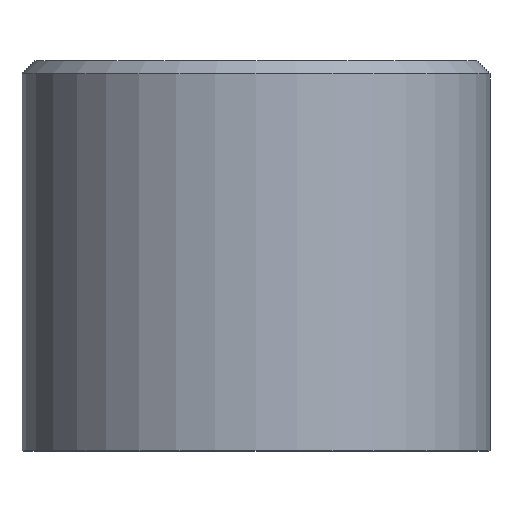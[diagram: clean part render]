
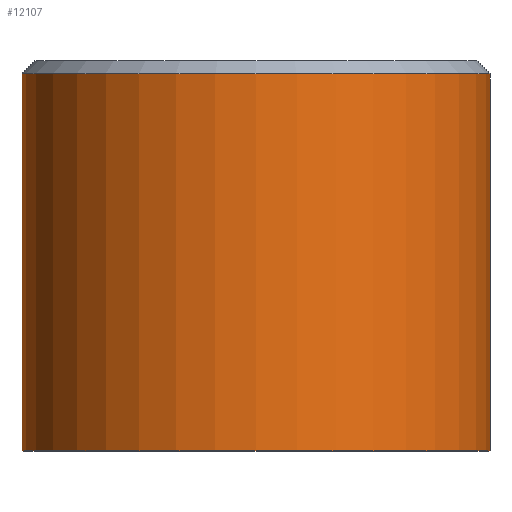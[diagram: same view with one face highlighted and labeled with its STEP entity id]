
A CAD part, top view. The second image highlights one B-rep face of the part: STEP entity #12107.
In plain terms, the highlighted cylindrical face has radius 9 mm (diameter 18 mm), a partial arc.
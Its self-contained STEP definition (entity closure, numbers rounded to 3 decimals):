
#524 = AXIS2_PLACEMENT_3D ( 'NONE', #8921, #9936, #7154 ) ;
#671 = AXIS2_PLACEMENT_3D ( 'NONE', #4075, #12075, #3173 ) ;
#677 = FACE_OUTER_BOUND ( 'NONE', #1438, .T. ) ;
#690 = CARTESIAN_POINT ( 'NONE',  ( 9., 0., 0. ) ) ;
#1438 = EDGE_LOOP ( 'NONE', ( #5184, #1989, #8337, #12262 ) ) ;
#1764 = CARTESIAN_POINT ( 'NONE',  ( -9., 15., 0. ) ) ;
#1989 = ORIENTED_EDGE ( 'NONE', *, *, #9534, .T. ) ;
#2076 = VERTEX_POINT ( 'NONE', #9296 ) ;
#2434 = EDGE_CURVE ( 'NONE', #6553, #2076, #5885, .T. ) ;
#3066 = VECTOR ( 'NONE', #12370, 1000. ) ;
#3173 = DIRECTION ( 'NONE',  ( -1., 0., 0. ) ) ;
#3450 = AXIS2_PLACEMENT_3D ( 'NONE', #7678, #3659, #10559 ) ;
#3511 = CIRCLE ( 'NONE', #3450, 9. ) ;
#3659 = DIRECTION ( 'NONE',  ( 0., 1., 0. ) ) ;
#3853 = DIRECTION ( 'NONE',  ( 0., 1., 0. ) ) ;
#3942 = CARTESIAN_POINT ( 'NONE',  ( -9., 0., 0. ) ) ;
#4075 = CARTESIAN_POINT ( 'NONE',  ( 0., 15., 0. ) ) ;
#5184 = ORIENTED_EDGE ( 'NONE', *, *, #9787, .T. ) ;
#5610 = LINE ( 'NONE', #1764, #3066 ) ;
#5768 = CARTESIAN_POINT ( 'NONE',  ( 9., 14.5, 0. ) ) ;
#5885 = CIRCLE ( 'NONE', #524, 9. ) ;
#6485 = CYLINDRICAL_SURFACE ( 'NONE', #671, 9. ) ;
#6553 = VERTEX_POINT ( 'NONE', #5768 ) ;
#6884 = CARTESIAN_POINT ( 'NONE',  ( 9., 15., 0. ) ) ;
#6888 = VERTEX_POINT ( 'NONE', #690 ) ;
#6992 = EDGE_CURVE ( 'NONE', #9644, #2076, #5610, .T. ) ;
#7154 = DIRECTION ( 'NONE',  ( 1., 0., 0. ) ) ;
#7462 = LINE ( 'NONE', #6884, #8717 ) ;
#7678 = CARTESIAN_POINT ( 'NONE',  ( 0., 0., 0. ) ) ;
#8337 = ORIENTED_EDGE ( 'NONE', *, *, #2434, .T. ) ;
#8717 = VECTOR ( 'NONE', #3853, 1000. ) ;
#8921 = CARTESIAN_POINT ( 'NONE',  ( 0., 14.5, 0. ) ) ;
#9296 = CARTESIAN_POINT ( 'NONE',  ( -9., 14.5, 0. ) ) ;
#9534 = EDGE_CURVE ( 'NONE', #6888, #6553, #7462, .T. ) ;
#9644 = VERTEX_POINT ( 'NONE', #3942 ) ;
#9787 = EDGE_CURVE ( 'NONE', #9644, #6888, #3511, .T. ) ;
#9936 = DIRECTION ( 'NONE',  ( 0., -1., 0. ) ) ;
#10559 = DIRECTION ( 'NONE',  ( -1., 0., 0. ) ) ;
#12075 = DIRECTION ( 'NONE',  ( 0., 1., 0. ) ) ;
#12107 = ADVANCED_FACE ( 'NONE', ( #677 ), #6485, .T. ) ;
#12262 = ORIENTED_EDGE ( 'NONE', *, *, #6992, .F. ) ;
#12370 = DIRECTION ( 'NONE',  ( 0., 1., 0. ) ) ;
